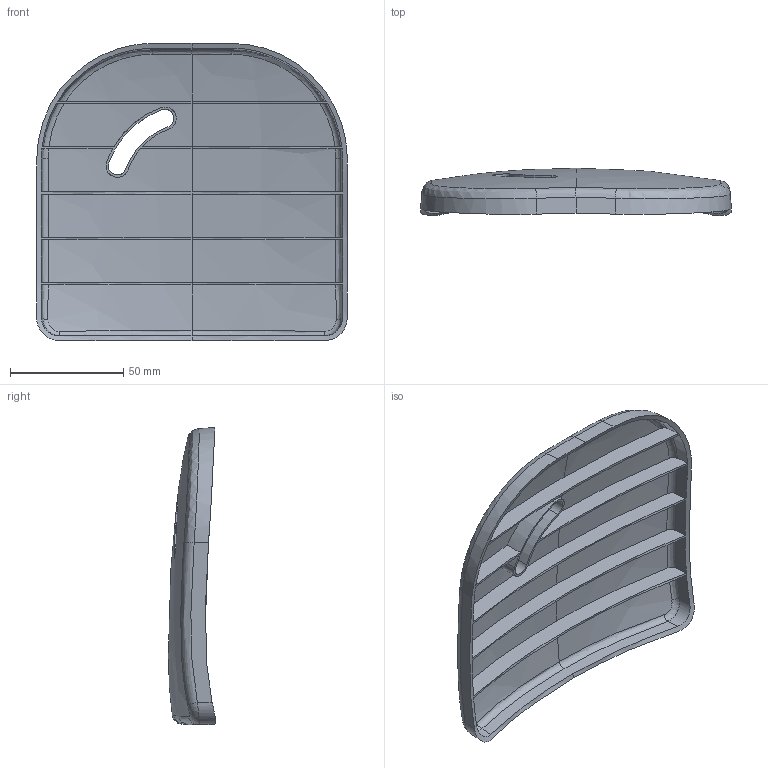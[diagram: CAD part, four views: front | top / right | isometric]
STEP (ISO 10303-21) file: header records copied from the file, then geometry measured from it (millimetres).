
FILE_DESCRIPTION(('produced by SPATIAL CORP'),'2;1');
FILE_NAME( 'lidfinal.prt.hh.sat.stp','2002-04-19T14:09:23+00:00',('SPATIAL CORP'),('SPATIAL CORP'), 'ACIS STEP Husk','http://www.spatial.com','SPATIAL CORP');
FILE_SCHEMA(('CONFIG_CONTROL_DESIGN'));
Length unit declared in the file: millimetre
Products named in the file (1): PRODUCT_ID_1
Bounding box: 136.79 x 20.83 x 130.91 mm (x, y, z)
Volume: 45385.1 mm3; surface area: 52270.9 mm2
Topology: 1 solids, 1 shells, 96 faces, 268 edges, 174 vertices
Faces by surface type: bspline 68, cylinder 14, plane 14
Entity records: 25803 total; most frequent: CARTESIAN_POINT 23970, ORIENTED_EDGE 536, EDGE_CURVE 268, VERTEX_POINT 174, DIRECTION 144, B_SPLINE_CURVE_WITH_KNOTS 112, EDGE_LOOP 98, FACE_BOUND 98
